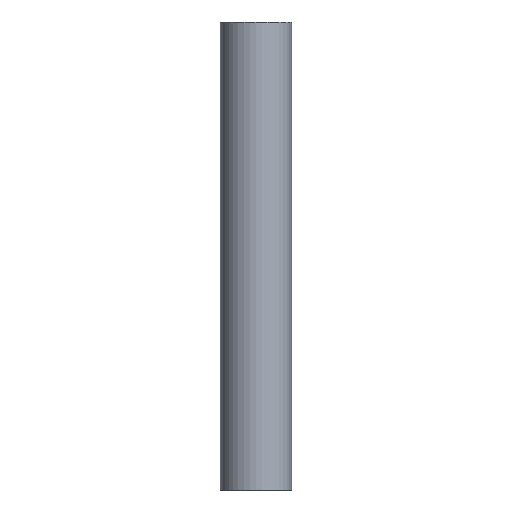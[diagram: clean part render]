
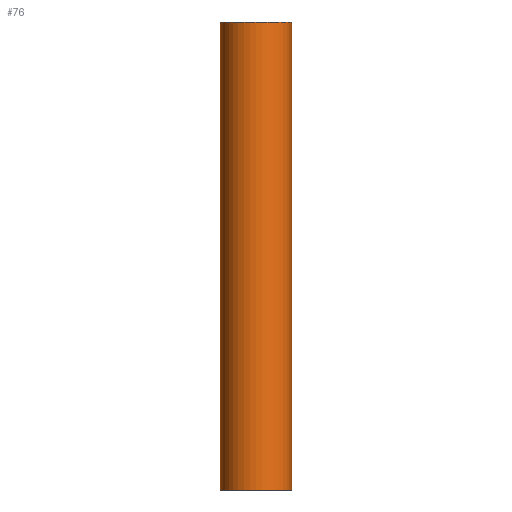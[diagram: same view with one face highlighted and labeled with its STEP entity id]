
A CAD part, front view. The second image highlights one B-rep face of the part: STEP entity #76.
In plain terms, the highlighted cylindrical face has radius 76 mm (diameter 152 mm), a partial arc.
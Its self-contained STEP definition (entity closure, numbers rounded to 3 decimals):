
#76=ADVANCED_FACE('',(#84),#85,.T.);
#84=FACE_OUTER_BOUND('',#98,.T.);
#85=CYLINDRICAL_SURFACE('',#99,76.0);
#98=EDGE_LOOP('',(#117,#118,#119,#120));
#99=AXIS2_PLACEMENT_3D('',#121,#122,#123);
#117=ORIENTED_EDGE('',*,*,#156,.F.);
#118=ORIENTED_EDGE('',*,*,#157,.T.);
#119=ORIENTED_EDGE('',*,*,#158,.F.);
#120=ORIENTED_EDGE('',*,*,#159,.T.);
#121=CARTESIAN_POINT('',(108.2,142.3,1000.0));
#122=DIRECTION('',(0.0,0.0,-1.0));
#123=DIRECTION('',(1.0,0.0,0.0));
#156=EDGE_CURVE('',#172,#173,#174,.T.);
#157=EDGE_CURVE('',#172,#175,#176,.T.);
#158=EDGE_CURVE('',#177,#175,#178,.T.);
#159=EDGE_CURVE('',#177,#173,#179,.T.);
#172=VERTEX_POINT('',#194);
#173=VERTEX_POINT('',#195);
#174=LINE('',#196,#197);
#175=VERTEX_POINT('',#198);
#176=CIRCLE('',#199,76.0);
#177=VERTEX_POINT('',#200);
#178=LINE('',#201,#202);
#179=CIRCLE('',#203,76.0);
#194=CARTESIAN_POINT('',(184.2,142.3,1100.0));
#195=CARTESIAN_POINT('',(184.2,142.3,100.0));
#196=CARTESIAN_POINT('',(184.2,142.3,1000.0));
#197=VECTOR('',#216,1.0);
#198=CARTESIAN_POINT('',(32.2,142.3,1100.0));
#199=AXIS2_PLACEMENT_3D('',#217,#218,#219);
#200=CARTESIAN_POINT('',(32.2,142.3,100.0));
#201=CARTESIAN_POINT('',(32.2,142.3,1000.0));
#202=VECTOR('',#220,1.0);
#203=AXIS2_PLACEMENT_3D('',#221,#222,#223);
#216=DIRECTION('',(0.0,0.0,-1.0));
#217=CARTESIAN_POINT('',(108.2,142.3,1100.0));
#218=DIRECTION('',(0.0,0.0,-1.0));
#219=DIRECTION('',(1.0,0.0,0.0));
#220=DIRECTION('',(-0.0,-0.0,1.0));
#221=CARTESIAN_POINT('',(108.2,142.3,100.0));
#222=DIRECTION('',(0.0,0.0,1.0));
#223=DIRECTION('',(1.0,0.0,0.0));
